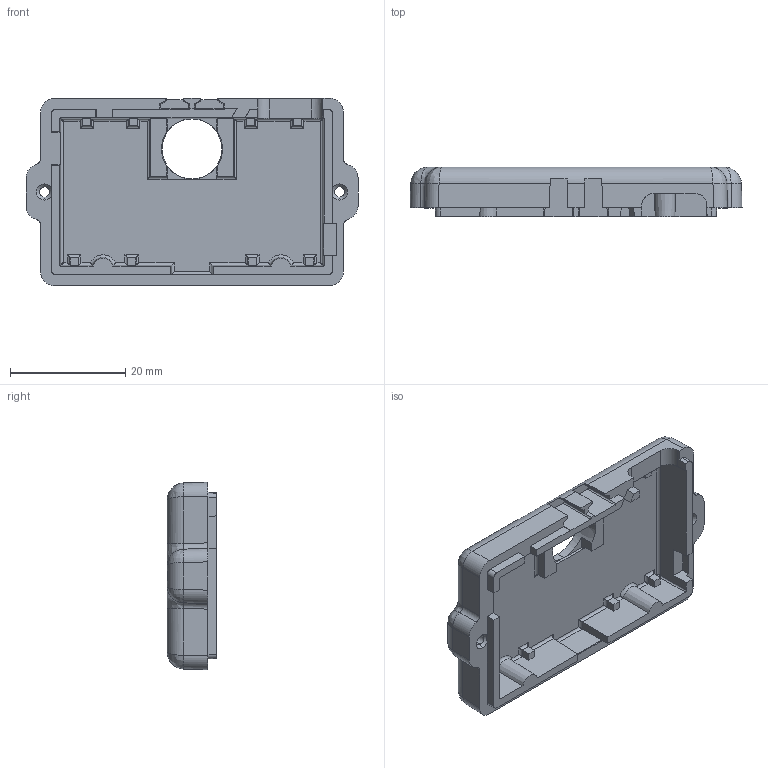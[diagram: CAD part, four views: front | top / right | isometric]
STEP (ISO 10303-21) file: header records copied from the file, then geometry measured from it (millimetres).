
FILE_DESCRIPTION (( 'STEP AP203' ), '1' );
FILE_NAME ('Lid ABS 31-1-2025.STEP', '2025-02-01T02:38:11', ( '' ), ( '' ), 'SwSTEP 2.0', 'SolidWorks 2024', '' );
FILE_SCHEMA (( 'CONFIG_CONTROL_DESIGN' ));
Length unit declared in the file: millimetre
Products named in the file (1): Lid ABS 31-1-2025
Bounding box: 57.49 x 8.6 x 32.45 mm (x, y, z)
Volume: 5995.2 mm3; surface area: 5620.6 mm2
Topology: 1 solids, 1 shells, 243 faces, 660 edges, 402 vertices
Faces by surface type: plane 120, cylinder 93, bspline 20, cone 8, torus 2
Entity records: 8182 total; most frequent: CARTESIAN_POINT 2580, ORIENTED_EDGE 1296, DIRECTION 988, EDGE_CURVE 648, LINE 440, VECTOR 440, VERTEX_POINT 402, AXIS2_PLACEMENT_3D 274
